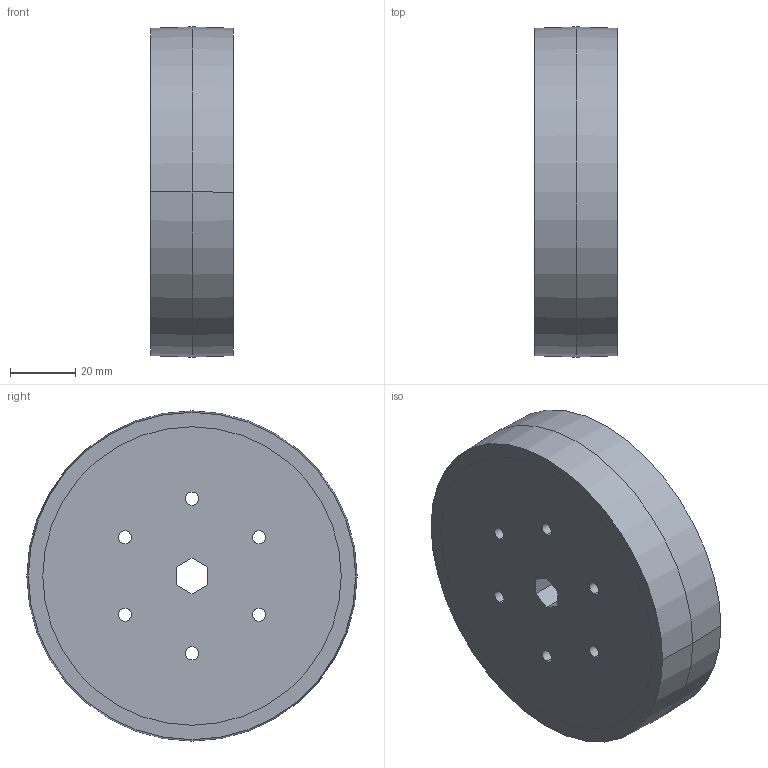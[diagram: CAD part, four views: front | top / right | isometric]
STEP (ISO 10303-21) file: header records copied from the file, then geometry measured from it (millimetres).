
FILE_DESCRIPTION (( 'STEP AP214' ), '1' );
FILE_NAME ('am-3435 4in Wheel Integrated Hub 375 HEX with Tread REV2.STEP', '2018-06-18T15:05:53', ( '' ), ( '' ), 'SwSTEP 2.0', 'SolidWorks 2017', '' );
FILE_SCHEMA (( 'AUTOMOTIVE_DESIGN' ));
Length unit declared in the file: inch
Products named in the file (1): am-3435 4in Wheel Integrated Hub 375 HEX with Tread REV2
Bounding box: 25.4 x 101.6 x 101.6 mm (x, y, z)
Volume: 92906.7 mm3; surface area: 50839.6 mm2
Topology: 2 solids, 2 shells, 605 faces, 1429 edges, 811 vertices
Faces by surface type: torus 226, cone 134, bspline 96, cylinder 84, plane 65
Entity records: 30084 total; most frequent: CARTESIAN_POINT 8588, DIRECTION 3054, ORIENTED_EDGE 2810, EDGE_CURVE 1405, AXIS2_PLACEMENT_3D 1361, CIRCLE 851, VERTEX_POINT 811, EDGE_LOOP 628
